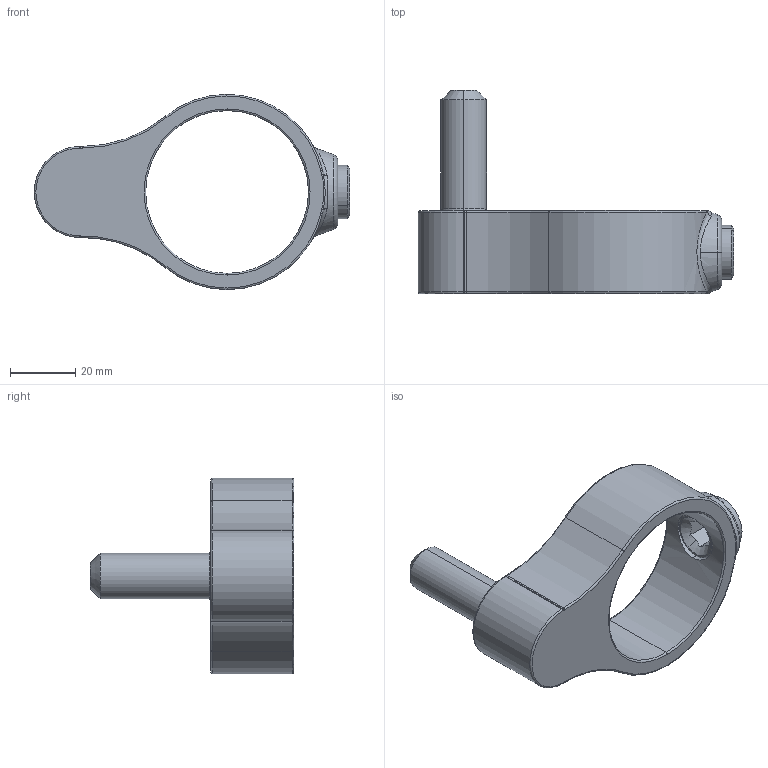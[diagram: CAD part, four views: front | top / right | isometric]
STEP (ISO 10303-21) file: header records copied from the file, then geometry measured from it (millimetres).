
FILE_DESCRIPTION (( 'STEP AP203' ), '1' );
FILE_NAME ('T14000.STEP', '2018-05-23T08:04:07', ( '' ), ( '' ), 'SwSTEP 2.0', 'SolidWorks 2016', '' );
FILE_SCHEMA (( 'CONFIG_CONTROL_DESIGN' ));
Length unit declared in the file: millimetre
Products named in the file (3): T14000; T19300
Assembly tree (2 placements, depth 2):
  T14000
    T14000
    T19300
Bounding box: 96.95 x 62.5 x 60 mm (x, y, z)
Volume: 51131.6 mm3; surface area: 16361.4 mm2
Topology: 2 solids, 2 shells, 77 faces, 178 edges, 106 vertices
Faces by surface type: torus 26, cylinder 17, cone 12, plane 12, bspline 10
Entity records: 3341 total; most frequent: CARTESIAN_POINT 1312, DIRECTION 390, ORIENTED_EDGE 356, EDGE_CURVE 178, AXIS2_PLACEMENT_3D 178, VERTEX_POINT 106, CIRCLE 106, EDGE_LOOP 84
